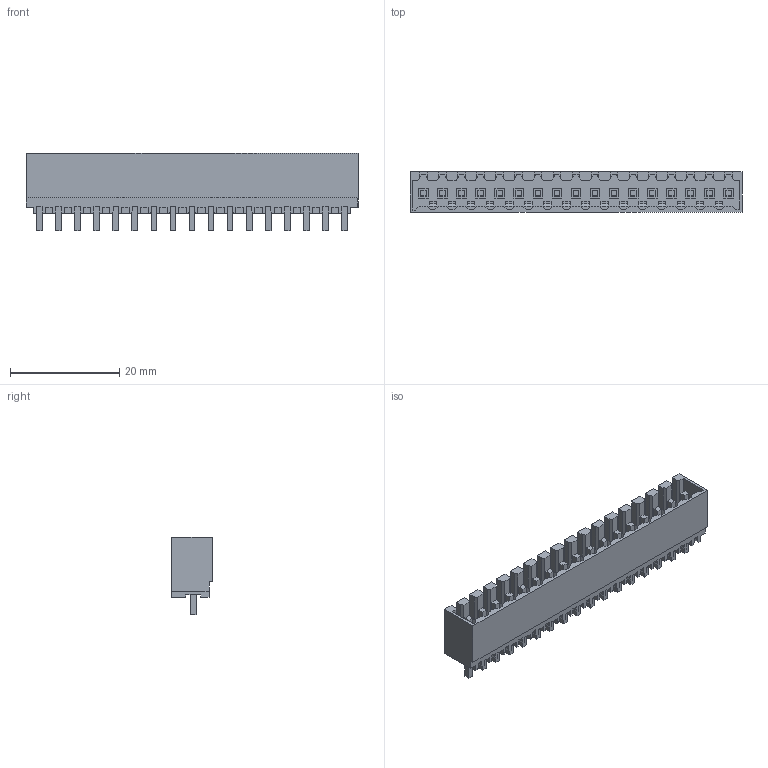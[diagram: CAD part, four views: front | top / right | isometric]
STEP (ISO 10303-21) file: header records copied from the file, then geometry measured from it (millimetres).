
FILE_DESCRIPTION(('CATIA V5 STEP Exchange','CAx-IF Rec.Pracs.--- Model Styling and Organization---1.2---2011-12-15'),'2;1');
FILE_NAME ('D1453676_0_1621790000_1621790000.stp','2018-03-12T08:59:06+00:00',('none'),('Weidmueller'),'CATIA Version 5-6 Release 2014','CATIA V5 STEP AP214','none');
FILE_SCHEMA(('AUTOMOTIVE_DESIGN { 1 0 10303 214 1 1 1 1 }'));
Length unit declared in the file: millimetre
Products named in the file (1): 1621790000
Bounding box: 60.9 x 7.45 x 14.25 mm (x, y, z)
Volume: 1973.8 mm3; surface area: 5533.4 mm2
Topology: 18 solids, 18 shells, 1009 faces, 2976 edges, 2036 vertices
Faces by surface type: plane 992, cylinder 17
Entity records: 31705 total; most frequent: ORIENTED_EDGE 5952, CARTESIAN_POINT 5542, DIRECTION 4034, EDGE_CURVE 2976, VECTOR 2942, LINE 2942, VERTEX_POINT 2036, EDGE_LOOP 1076
